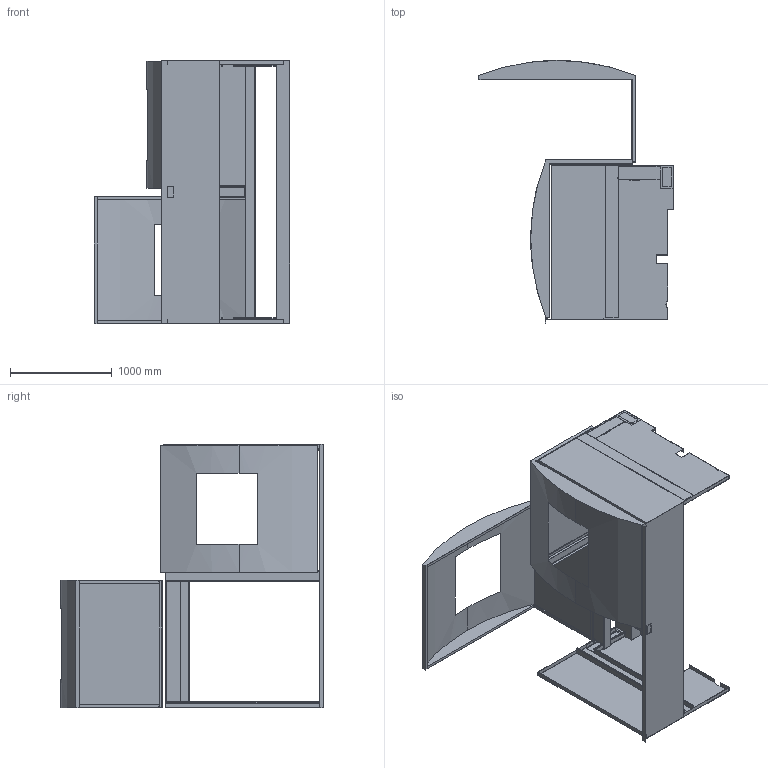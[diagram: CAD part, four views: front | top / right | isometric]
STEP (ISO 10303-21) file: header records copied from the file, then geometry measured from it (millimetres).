
FILE_DESCRIPTION(('STEP AP214'),'1');
FILE_NAME('3D.STP','2017-11-02T13:06:21',(' '),(' '),'Spatial InterOp 3D',' ',' ');
FILE_SCHEMA(('automotive_design'));
Length unit declared in the file: millimetre
Products named in the file (13): Falten - Dicke...; gerades Prisma; Ebene Fläche; 3D-Objekt
Bounding box: 1919 x 2580.93 x 2591 mm (x, y, z)
Volume: 21592310.5 mm3; surface area: 25506192.6 mm2
Topology: 10 solids, 73 shells, 653 faces, 1804 edges, 1220 vertices
Faces by surface type: plane 449, cylinder 198, bspline 6
Entity records: 26505 total; most frequent: CARTESIAN_POINT 4464, DIRECTION 3476, ORIENTED_EDGE 3240, EDGE_CURVE 1788, LINE 1332, VECTOR 1332, VERTEX_POINT 1212, AXIS2_PLACEMENT_3D 1072
